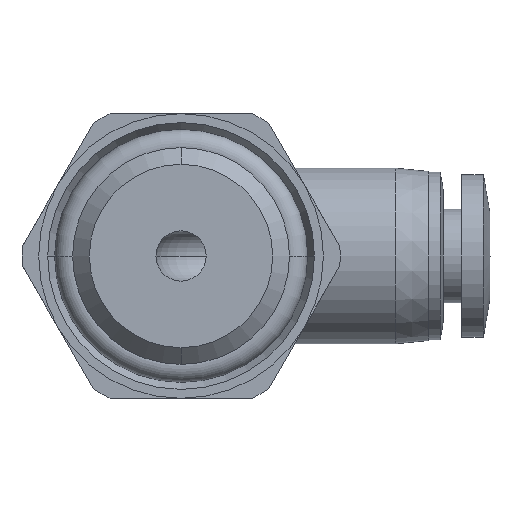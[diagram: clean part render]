
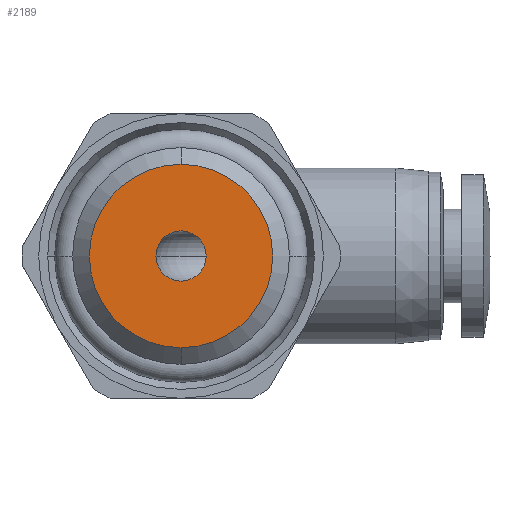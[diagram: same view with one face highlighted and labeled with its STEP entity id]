
A CAD part, front view. The second image highlights one B-rep face of the part: STEP entity #2189.
In plain terms, the highlighted planar face has unit normal (0, -1, 0).
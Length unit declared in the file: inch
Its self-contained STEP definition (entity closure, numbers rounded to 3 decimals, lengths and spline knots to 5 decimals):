
#30 = FACE_BOUND ( 'NONE', #676, .T. ) ;
#43 = AXIS2_PLACEMENT_3D ( 'NONE', #1800, #1303, #928 ) ;
#132 = AXIS2_PLACEMENT_3D ( 'NONE', #1589, #692, #1418 ) ;
#144 = AXIS2_PLACEMENT_3D ( 'NONE', #2143, #1791, #217 ) ;
#196 = EDGE_CURVE ( 'NONE', #2035, #1786, #1575, .T. ) ;
#217 = DIRECTION ( 'NONE',  ( 0., 0., 1. ) ) ;
#389 = ORIENTED_EDGE ( 'NONE', *, *, #2139, .T. ) ;
#523 = CIRCLE ( 'NONE', #43, 0.21555 ) ;
#596 = AXIS2_PLACEMENT_3D ( 'NONE', #708, #1460, #1783 ) ;
#676 = EDGE_LOOP ( 'NONE', ( #1488, #1188 ) ) ;
#692 = DIRECTION ( 'NONE',  ( 0., 1., 0. ) ) ;
#697 = PLANE ( 'NONE',  #144 ) ;
#708 = CARTESIAN_POINT ( 'NONE',  ( 0., -0.47244, 0. ) ) ;
#778 = CARTESIAN_POINT ( 'NONE',  ( 0., -0.47244, 0. ) ) ;
#856 = EDGE_CURVE ( 'NONE', #1786, #2035, #1134, .T. ) ;
#928 = DIRECTION ( 'NONE',  ( 0., 0., -1. ) ) ;
#1134 = CIRCLE ( 'NONE', #132, 0.05906 ) ;
#1188 = ORIENTED_EDGE ( 'NONE', *, *, #856, .T. ) ;
#1241 = FACE_OUTER_BOUND ( 'NONE', #1425, .T. ) ;
#1274 = DIRECTION ( 'NONE',  ( 0., 0., 1. ) ) ;
#1303 = DIRECTION ( 'NONE',  ( 0., -1., 0. ) ) ;
#1388 = AXIS2_PLACEMENT_3D ( 'NONE', #778, #1487, #1274 ) ;
#1394 = CARTESIAN_POINT ( 'NONE',  ( 0., -0.47244, -0.21555 ) ) ;
#1418 = DIRECTION ( 'NONE',  ( 0., 0., 1. ) ) ;
#1425 = EDGE_LOOP ( 'NONE', ( #2181, #389 ) ) ;
#1460 = DIRECTION ( 'NONE',  ( 0., -1., 0. ) ) ;
#1463 = VERTEX_POINT ( 'NONE', #1523 ) ;
#1487 = DIRECTION ( 'NONE',  ( 0., 1., 0. ) ) ;
#1488 = ORIENTED_EDGE ( 'NONE', *, *, #196, .T. ) ;
#1523 = CARTESIAN_POINT ( 'NONE',  ( 0., -0.47244, 0.21555 ) ) ;
#1559 = CARTESIAN_POINT ( 'NONE',  ( 0., -0.47244, 0.05906 ) ) ;
#1567 = CARTESIAN_POINT ( 'NONE',  ( 0., -0.47244, -0.05906 ) ) ;
#1575 = CIRCLE ( 'NONE', #1388, 0.05906 ) ;
#1589 = CARTESIAN_POINT ( 'NONE',  ( 0., -0.47244, 0. ) ) ;
#1783 = DIRECTION ( 'NONE',  ( 0., 0., -1. ) ) ;
#1786 = VERTEX_POINT ( 'NONE', #1559 ) ;
#1791 = DIRECTION ( 'NONE',  ( 0., 1., 0. ) ) ;
#1800 = CARTESIAN_POINT ( 'NONE',  ( 0., -0.47244, 0. ) ) ;
#1971 = EDGE_CURVE ( 'NONE', #1463, #2025, #523, .T. ) ;
#2025 = VERTEX_POINT ( 'NONE', #1394 ) ;
#2035 = VERTEX_POINT ( 'NONE', #1567 ) ;
#2139 = EDGE_CURVE ( 'NONE', #2025, #1463, #2210, .T. ) ;
#2143 = CARTESIAN_POINT ( 'NONE',  ( -0.21555, -0.47244, 0. ) ) ;
#2181 = ORIENTED_EDGE ( 'NONE', *, *, #1971, .T. ) ;
#2189 = ADVANCED_FACE ( 'NONE', ( #30, #1241 ), #697, .F. ) ;
#2210 = CIRCLE ( 'NONE', #596, 0.21555 ) ;
